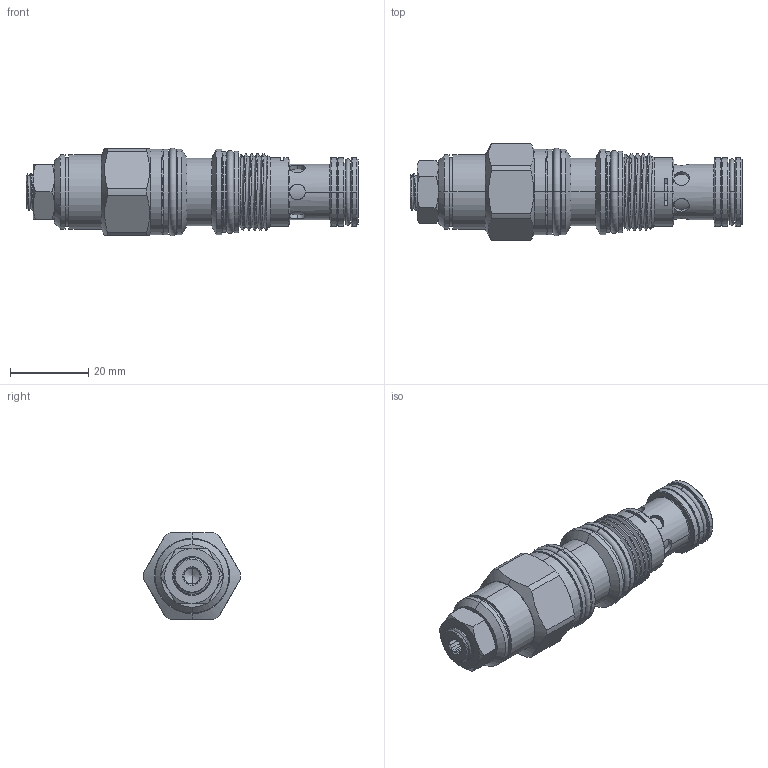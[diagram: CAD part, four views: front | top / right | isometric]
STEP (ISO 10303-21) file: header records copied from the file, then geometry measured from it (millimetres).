
FILE_DESCRIPTION (( 'STEP AP214' ), '1' );
FILE_NAME ('CB11A23.STEP', '2016-04-13T03:13:16', ( '' ), ( '' ), 'SwSTEP 2.0', 'SolidWorks 2012', '' );
FILE_SCHEMA (( 'AUTOMOTIVE_DESIGN' ));
Length unit declared in the file: millimetre
Products named in the file (1): CB11A23
Bounding box: 85.05 x 24.79 x 22.47 mm (x, y, z)
Volume: 23152.9 mm3; surface area: 8334.1 mm2
Topology: 2 solids, 2 shells, 270 faces, 632 edges, 390 vertices
Faces by surface type: cylinder 111, cone 74, plane 57, torus 26, bspline 2
Entity records: 12523 total; most frequent: CARTESIAN_POINT 6358, DIRECTION 1331, ORIENTED_EDGE 1260, EDGE_CURVE 630, AXIS2_PLACEMENT_3D 567, VERTEX_POINT 390, CIRCLE 298, EDGE_LOOP 298
